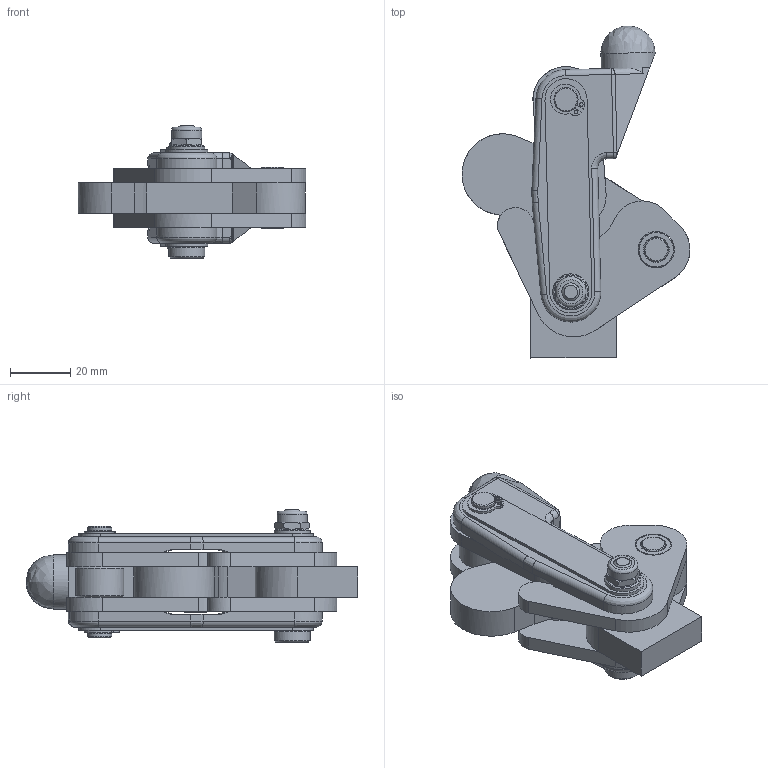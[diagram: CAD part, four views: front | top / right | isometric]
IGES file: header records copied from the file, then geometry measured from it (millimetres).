
Global section: file name: 613; native system: Autodesk Inventor 2024; preprocessor: unknown; author: Čotek Dušan,,; organization: 11; date: 20240219.094220; units: millimetre
Bounding box: 75.8 x 110.43 x 44 mm (x, y, z)
Volume: 87849.1 mm3; surface area: 32337.8 mm2
Topology: 4 solids, 14 shells, 2350 faces, 6659 edges, 4313 vertices
Faces by surface type: bspline 2350
